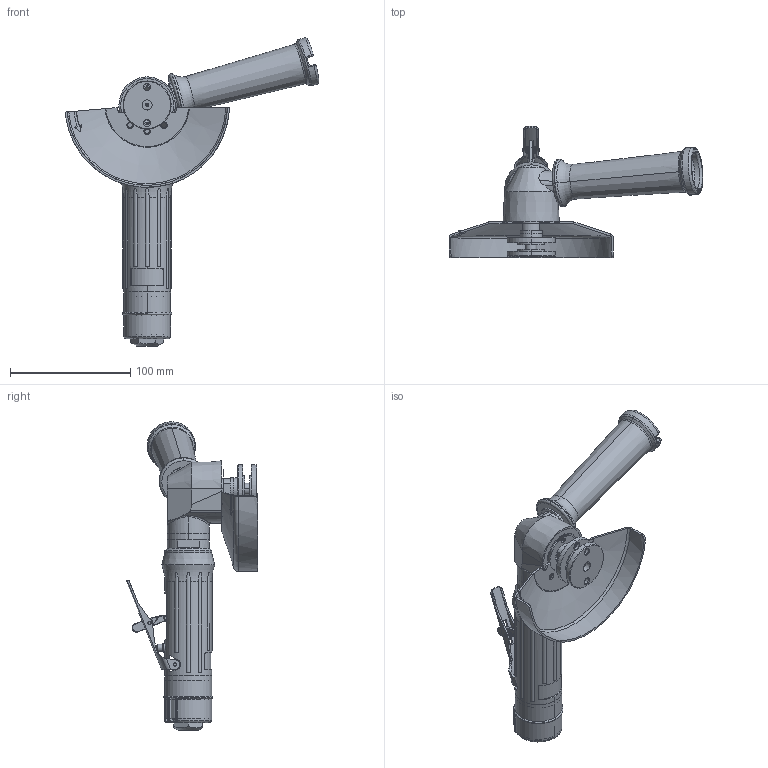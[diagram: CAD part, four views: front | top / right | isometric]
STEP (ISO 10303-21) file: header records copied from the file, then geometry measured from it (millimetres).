
FILE_DESCRIPTION((''),'2;1');
FILE_NAME('TMP154320_SW','2011-08-19T',('tooextcsr'),(''),'PRO/ENGINEER BY PARAMETRIC TECHNOLOGY CORPORATION, 2008310','PRO/ENGINEER BY PARAMETRIC TECHNOLOGY CORPORATION, 2008310','');
FILE_SCHEMA(('CONFIG_CONTROL_DESIGN', 'GEOMETRIC_VALIDATION_PROPERTIES_MIM'));
Length unit declared in the file: millimetre
Products named in the file (1): TMP154320_SW
Bounding box: 211.47 x 109.89 x 256.79 mm (x, y, z)
Surface area: 92791.4 mm2 (no closed solid volume)
Topology: 0 solids, 35 shells, 423 faces, 1360 edges, 922 vertices
Faces by surface type: cylinder 172, plane 118, bspline 54, torus 41, cone 36, sphere 2
Entity records: 26214 total; most frequent: CARTESIAN_POINT 11303, DIRECTION 2321, ORIENTED_EDGE 2227, EDGE_CURVE 1356, VERTEX_POINT 922, AXIS2_PLACEMENT_3D 907, CIRCLE 538, FILL_AREA_STYLE_COLOUR 523
